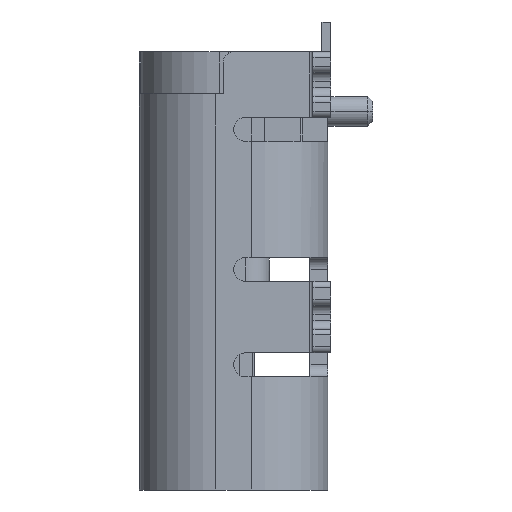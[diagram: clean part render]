
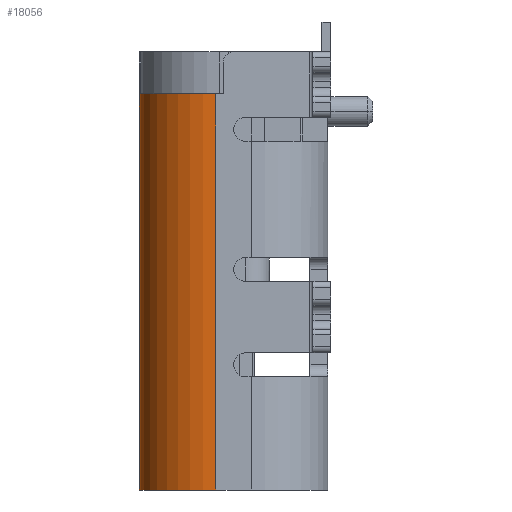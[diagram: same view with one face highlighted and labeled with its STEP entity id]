
A CAD part, left-side view. The second image highlights one B-rep face of the part: STEP entity #18056.
In plain terms, the highlighted cylindrical face has radius 1.28 mm (diameter 2.56 mm), a partial arc.
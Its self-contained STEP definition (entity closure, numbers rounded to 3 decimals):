
#822=CIRCLE('',#18976,1.28);
#823=CIRCLE('',#18978,1.28);
#3675=ORIENTED_EDGE('',*,*,#6484,.T.);
#3676=ORIENTED_EDGE('',*,*,#6311,.F.);
#3677=ORIENTED_EDGE('',*,*,#6310,.F.);
#3678=ORIENTED_EDGE('',*,*,#6481,.T.);
#3679=ORIENTED_EDGE('',*,*,#6485,.F.);
#3680=ORIENTED_EDGE('',*,*,#6486,.F.);
#6310=EDGE_CURVE('',#7810,#7811,#9320,.T.);
#6311=EDGE_CURVE('',#7811,#7812,#9321,.T.);
#6481=EDGE_CURVE('',#7810,#7928,#822,.T.);
#6484=EDGE_CURVE('',#7929,#7812,#823,.T.);
#6485=EDGE_CURVE('',#7930,#7928,#9442,.T.);
#6486=EDGE_CURVE('',#7929,#7930,#9443,.T.);
#7810=VERTEX_POINT('',#25881);
#7811=VERTEX_POINT('',#25883);
#7812=VERTEX_POINT('',#25885);
#7928=VERTEX_POINT('',#26222);
#7929=VERTEX_POINT('',#26228);
#7930=VERTEX_POINT('',#26230);
#9320=LINE('',#25882,#10893);
#9321=LINE('',#25884,#10894);
#9442=LINE('',#26229,#11015);
#9443=LINE('',#26231,#11016);
#10893=VECTOR('',#21750,1000.);
#10894=VECTOR('',#21751,1000.);
#11015=VECTOR('',#22084,1000.);
#11016=VECTOR('',#22085,1000.);
#11837=EDGE_LOOP('',(#3675,#3676,#3677,#3678,#3679,#3680));
#12528=FACE_BOUND('',#11837,.T.);
#12795=CYLINDRICAL_SURFACE('',#18977,1.28);
#18056=ADVANCED_FACE('',(#12528),#12795,.T.);
#18976=AXIS2_PLACEMENT_3D('',#26223,#22076,#22077);
#18977=AXIS2_PLACEMENT_3D('',#26226,#22080,#22081);
#18978=AXIS2_PLACEMENT_3D('',#26227,#22082,#22083);
#21750=DIRECTION('',(0.,0.,1.));
#21751=DIRECTION('',(0.,0.,1.));
#22076=DIRECTION('',(0.,0.,1.));
#22077=DIRECTION('',(0.,1.,0.));
#22080=DIRECTION('',(0.,0.,-1.));
#22081=DIRECTION('',(-1.,0.,0.));
#22082=DIRECTION('',(0.,0.,-1.));
#22083=DIRECTION('',(-1.,0.,0.));
#22084=DIRECTION('',(0.,0.,-1.));
#22085=DIRECTION('',(0.,0.,-1.));
#25881=CARTESIAN_POINT('',(-3.19,1.575,-10.708));
#25882=CARTESIAN_POINT('',(-3.19,1.575,-10.708));
#25883=CARTESIAN_POINT('',(-3.19,1.575,-4.458));
#25884=CARTESIAN_POINT('',(-3.19,1.575,-4.458));
#25885=CARTESIAN_POINT('',(-3.19,1.575,-4.058));
#26222=CARTESIAN_POINT('',(-4.47,0.295,-10.708));
#26223=CARTESIAN_POINT('',(-3.19,0.295,-10.708));
#26226=CARTESIAN_POINT('',(-3.19,0.295,-4.333));
#26227=CARTESIAN_POINT('',(-3.19,0.295,-4.058));
#26228=CARTESIAN_POINT('',(-4.47,0.295,-4.058));
#26229=CARTESIAN_POINT('',(-4.47,0.295,-4.858));
#26230=CARTESIAN_POINT('',(-4.47,0.295,-4.858));
#26231=CARTESIAN_POINT('',(-4.47,0.295,-4.058));
